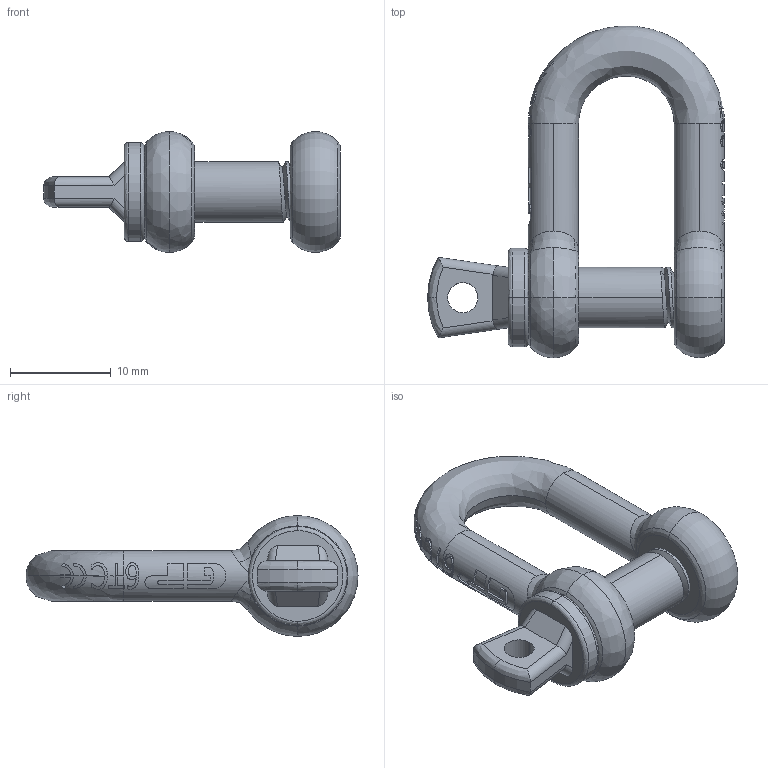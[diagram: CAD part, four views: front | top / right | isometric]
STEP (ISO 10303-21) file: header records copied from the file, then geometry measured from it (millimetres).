
FILE_DESCRIPTION (( 'STEP AP203' ), '1' );
FILE_NAME ('GPGDBB05.step', '2009-08-07T11:49:33', ( '.' ), ( '.' ), 'SwSTEP 2.0', 'SolidWorks 2009', '' );
FILE_SCHEMA (( 'CONFIG_CONTROL_DESIGN' ));
Length unit declared in the file: millimetre
Products named in the file (3): GPGDBB05; 0,33_1; 0,33_2
Assembly tree (2 placements, depth 2):
  GPGDBB05
    0,33_1
    0,33_2
Bounding box: 29.5 x 32.99 x 12 mm (x, y, z)
Volume: 2442.1 mm3; surface area: 2311.2 mm2
Topology: 2 solids, 2 shells, 346 faces, 973 edges, 625 vertices
Faces by surface type: bspline 160, plane 109, cylinder 69, torus 5, cone 3
Entity records: 19246 total; most frequent: CARTESIAN_POINT 11416, ORIENTED_EDGE 1908, DIRECTION 1062, EDGE_CURVE 954, VERTEX_POINT 625, B_SPLINE_CURVE_WITH_KNOTS 398, EDGE_LOOP 365, AXIS2_PLACEMENT_3D 363
